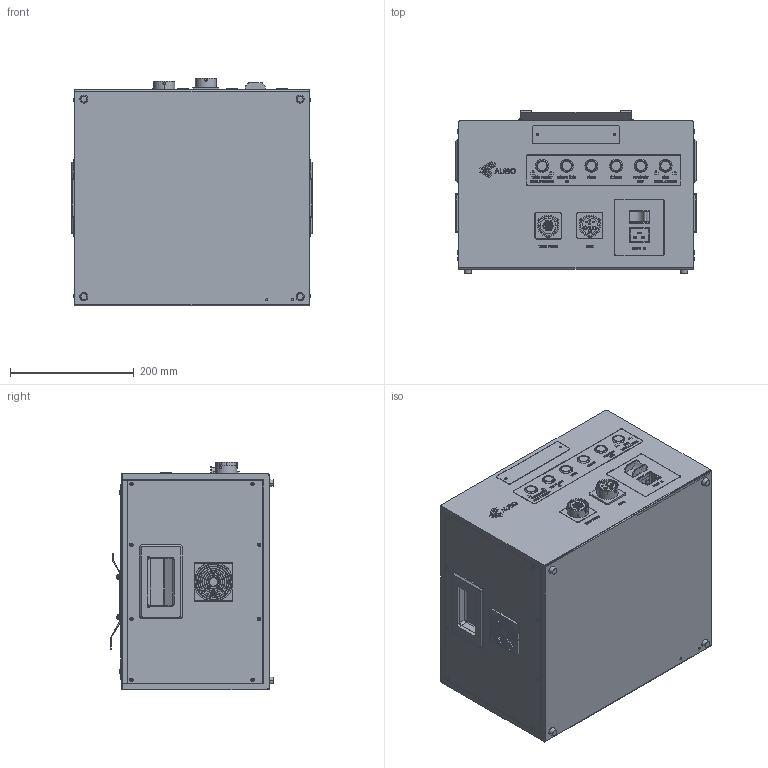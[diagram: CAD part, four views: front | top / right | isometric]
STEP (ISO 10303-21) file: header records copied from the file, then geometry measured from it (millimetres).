
FILE_DESCRIPTION (( 'STEP AP214' ), '1' );
FILE_NAME ('改进型控制柜-外发模型.STEP', '2022-12-05T03:13:52', ( '' ), ( '' ), 'SwSTEP 2.0', 'SolidWorks 2018', '' );
FILE_SCHEMA (( 'AUTOMOTIVE_DESIGN' ));
Length unit declared in the file: millimetre
Products named in the file (1): 改进型控制柜-外发模型
Bounding box: 390 x 264.5 x 369.01 mm (x, y, z)
Volume: 31967623.1 mm3; surface area: 762072 mm2
Topology: 1 solids, 16 shells, 3815 faces, 10897 edges, 7224 vertices
Faces by surface type: plane 2757, cylinder 553, bspline 407, cone 98
Entity records: 160134 total; most frequent: CARTESIAN_POINT 46181, ORIENTED_EDGE 21778, DIRECTION 18537, EDGE_CURVE 10889, LINE 7475, VECTOR 7475, VERTEX_POINT 7224, AXIS2_PLACEMENT_3D 5531
